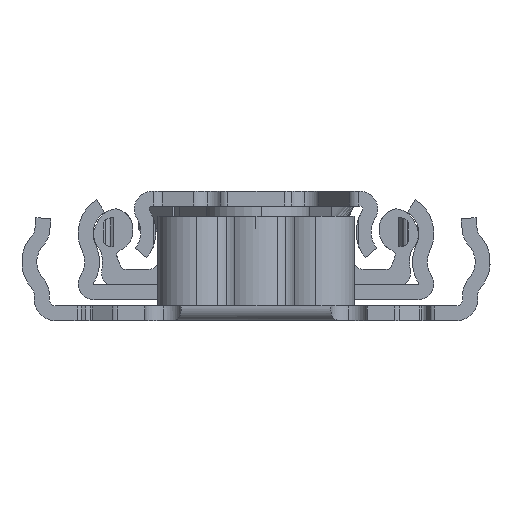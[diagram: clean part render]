
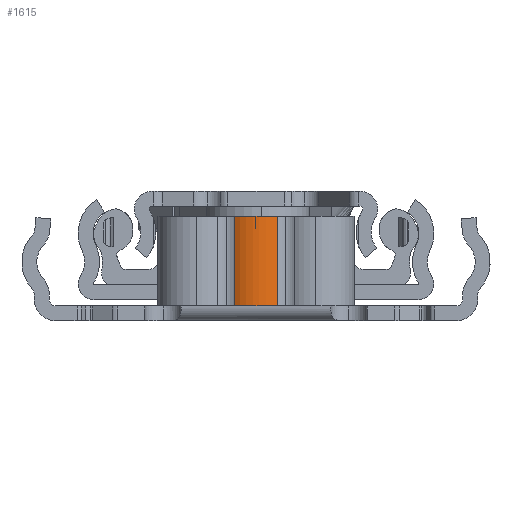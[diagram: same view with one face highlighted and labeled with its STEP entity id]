
A CAD part, left-side view. The second image highlights one B-rep face of the part: STEP entity #1615.
In plain terms, the highlighted cylindrical face has radius 4.1 mm (diameter 8.2 mm), a partial arc.
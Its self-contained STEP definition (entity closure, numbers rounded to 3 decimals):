
#1615 = ADVANCED_FACE ( 'NONE', ( #6656 ), #20119, .T. ) ;
#3393 = VERTEX_POINT ( 'NONE', #11925 ) ;
#3509 = DIRECTION ( 'NONE',  ( 0., -1., 0. ) ) ;
#3779 = DIRECTION ( 'NONE',  ( 0., 0., 1. ) ) ;
#5047 = EDGE_CURVE ( 'NONE', #6411, #9626, #5120, .T. ) ;
#5120 = CIRCLE ( 'NONE', #18418, 4.1 ) ;
#5136 = VECTOR ( 'NONE', #16547, 1000. ) ;
#5612 = CARTESIAN_POINT ( 'NONE',  ( 598.204, 9., 179.694 ) ) ;
#6411 = VERTEX_POINT ( 'NONE', #18635 ) ;
#6656 = FACE_OUTER_BOUND ( 'NONE', #7943, .T. ) ;
#6993 = VERTEX_POINT ( 'NONE', #12266 ) ;
#7093 = CARTESIAN_POINT ( 'NONE',  ( 602.52, 9., 179.694 ) ) ;
#7385 = CARTESIAN_POINT ( 'NONE',  ( 602.52, 0., 179.694 ) ) ;
#7408 = VECTOR ( 'NONE', #11715, 1000. ) ;
#7943 = EDGE_LOOP ( 'NONE', ( #12821, #18835, #10883, #13525 ) ) ;
#8517 = LINE ( 'NONE', #7093, #5136 ) ;
#8551 = CARTESIAN_POINT ( 'NONE',  ( 600.362, 0., 176.208 ) ) ;
#8652 = LINE ( 'NONE', #5612, #7408 ) ;
#9230 = DIRECTION ( 'NONE',  ( 0., 1., 0. ) ) ;
#9415 = EDGE_CURVE ( 'NONE', #6993, #9626, #8517, .T. ) ;
#9626 = VERTEX_POINT ( 'NONE', #7385 ) ;
#10883 = ORIENTED_EDGE ( 'NONE', *, *, #12130, .F. ) ;
#11234 = DIRECTION ( 'NONE',  ( 0., 0., -1. ) ) ;
#11476 = EDGE_CURVE ( 'NONE', #3393, #6411, #8652, .T. ) ;
#11715 = DIRECTION ( 'NONE',  ( 0., -1., 0. ) ) ;
#11925 = CARTESIAN_POINT ( 'NONE',  ( 598.204, 9., 179.694 ) ) ;
#12130 = EDGE_CURVE ( 'NONE', #3393, #6993, #12327, .T. ) ;
#12266 = CARTESIAN_POINT ( 'NONE',  ( 602.52, 9., 179.694 ) ) ;
#12327 = CIRCLE ( 'NONE', #14599, 4.1 ) ;
#12381 = CARTESIAN_POINT ( 'NONE',  ( 600.362, 9., 176.208 ) ) ;
#12821 = ORIENTED_EDGE ( 'NONE', *, *, #5047, .T. ) ;
#13525 = ORIENTED_EDGE ( 'NONE', *, *, #11476, .T. ) ;
#13816 = DIRECTION ( 'NONE',  ( 0., 0., 1. ) ) ;
#14599 = AXIS2_PLACEMENT_3D ( 'NONE', #16757, #9230, #13816 ) ;
#16087 = DIRECTION ( 'NONE',  ( 0., 1., 0. ) ) ;
#16547 = DIRECTION ( 'NONE',  ( 0., -1., 0. ) ) ;
#16757 = CARTESIAN_POINT ( 'NONE',  ( 600.362, 9., 176.208 ) ) ;
#18418 = AXIS2_PLACEMENT_3D ( 'NONE', #8551, #16087, #3779 ) ;
#18635 = CARTESIAN_POINT ( 'NONE',  ( 598.204, 0., 179.694 ) ) ;
#18835 = ORIENTED_EDGE ( 'NONE', *, *, #9415, .F. ) ;
#19896 = AXIS2_PLACEMENT_3D ( 'NONE', #12381, #3509, #11234 ) ;
#20119 = CYLINDRICAL_SURFACE ( 'NONE', #19896, 4.1 ) ;
